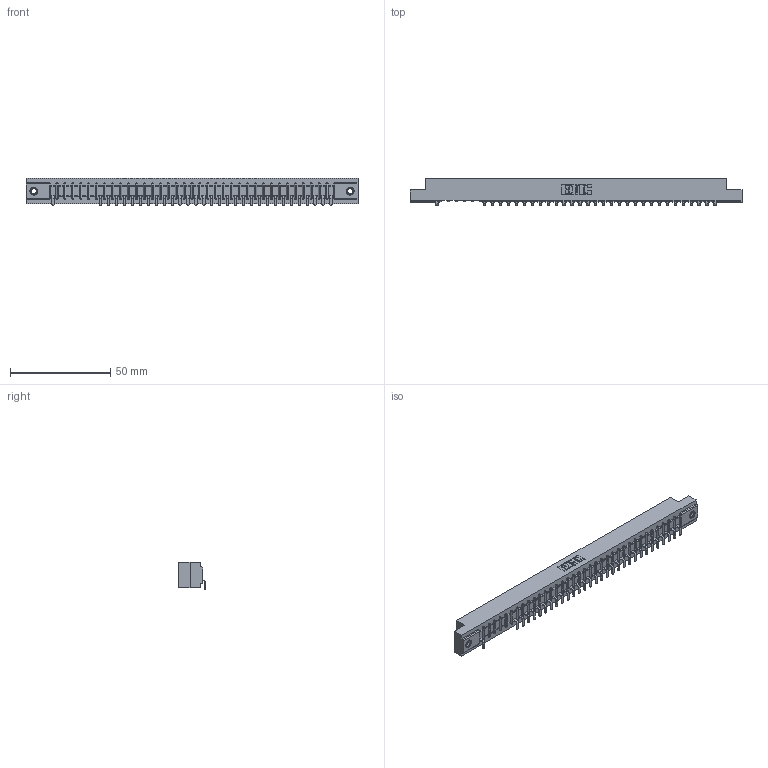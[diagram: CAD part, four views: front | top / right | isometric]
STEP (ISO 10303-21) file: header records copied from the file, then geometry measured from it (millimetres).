
FILE_DESCRIPTION (( 'STEP AP203' ), '1' );
FILE_NAME ('357-036-553-107.STEP', '2018-08-10T05:51:39', ( '' ), ( '' ), 'SwSTEP 2.0', 'SolidWorks 2016', '' );
FILE_SCHEMA (( 'CONFIG_CONTROL_DESIGN' ));
Length unit declared in the file: inch
Products named in the file (4): 307 Part_.156 Dia Mounting Holes; 307-290-002_553; 345-250-001_345-250-005-103; 357-036-553-107
Assembly tree (34 placements, depth 2):
  357-036-553-107
    307 Part_.156 Dia Mounting Holes
    307-290-002_553  x31
    345-250-001_345-250-005-103  x2
Bounding box: 165.66 x 13.32 x 13.5 mm (x, y, z)
Volume: 17524.5 mm3; surface area: 21003.8 mm2
Topology: 34 solids, 34 shells, 2733 faces, 8343 edges, 5454 vertices
Faces by surface type: plane 1619, cylinder 1024, sphere 74, cone 12, torus 4
Entity records: 33481 total; most frequent: CARTESIAN_POINT 5650, ORIENTED_EDGE 5638, DIRECTION 5497, EDGE_CURVE 2819, LINE 2155, VECTOR 2155, VERTEX_POINT 1824, AXIS2_PLACEMENT_3D 1671
